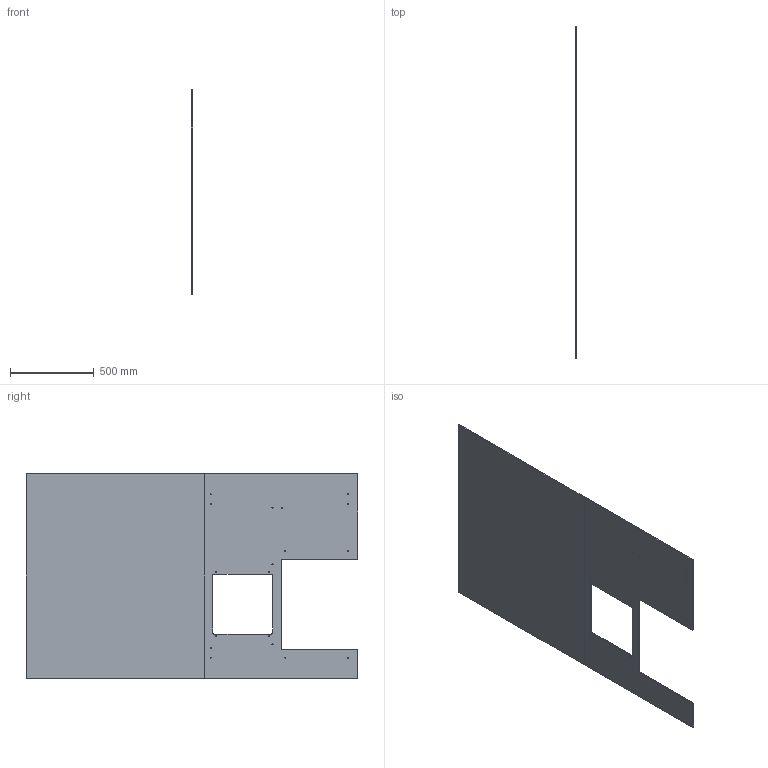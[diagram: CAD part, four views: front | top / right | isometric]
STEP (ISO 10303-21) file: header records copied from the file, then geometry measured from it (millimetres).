
FILE_DESCRIPTION(/* description */ (''),/* implementation_level */ '2;1');
FILE_NAME(/* name */ 'GE-18010_Blue.ipt.stp',/* time_stamp */ '2018-01-01T11:15:58-08:00',/* author */ ('PhillipD'),/* organization */ (''),/* preprocessor_version */ 'ST-DEVELOPER v16.13',/* originating_system */ 'Autodesk Inventor 2018',/* authorisation */ '');
FILE_SCHEMA (('CONFIG_CONTROL_DESIGN','AUTOMOTIVE_DESIGN { 1 0 10303 214 3 1 1 }'));
Length unit declared in the file: inch
Products named in the file (1): GE-18010_Blue
Bounding box: 6.35 x 1974.85 x 1219.2 mm (x, y, z)
Volume: 12934296.9 mm3; surface area: 4146857.6 mm2
Topology: 2 solids, 2 shells, 44 faces, 120 edges, 80 vertices
Faces by surface type: cylinder 24, plane 20
Full cylindrical faces by diameter (mm): 6.35 x18
Entity records: 1461 total; most frequent: DIRECTION 240, CARTESIAN_POINT 227, ORIENTED_EDGE 204, EDGE_CURVE 102, EDGE_LOOP 100, AXIS2_PLACEMENT_3D 93, VERTEX_POINT 80, FACE_BOUND 56
